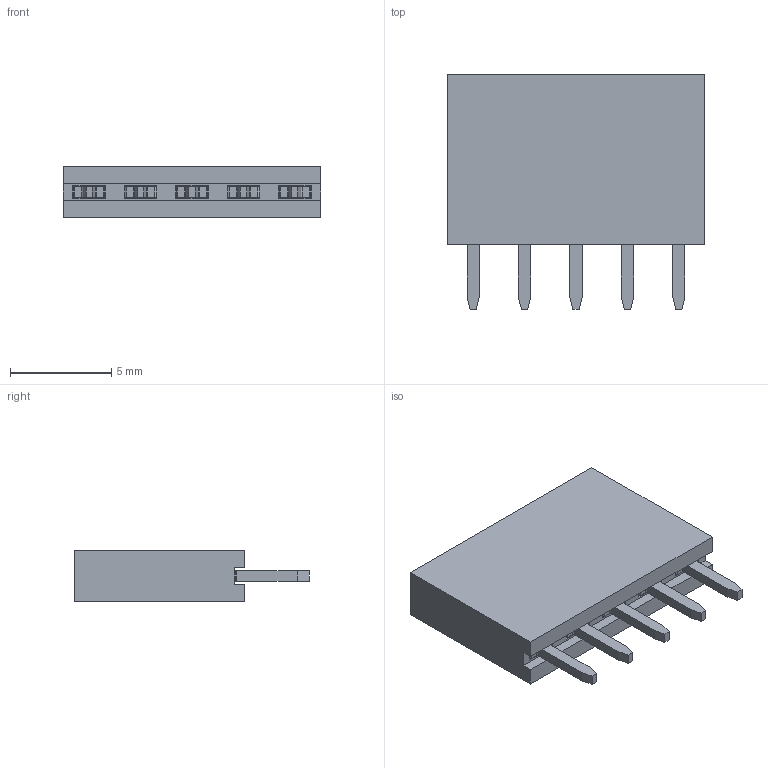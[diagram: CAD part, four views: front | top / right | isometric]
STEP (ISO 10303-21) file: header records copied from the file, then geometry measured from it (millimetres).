
FILE_DESCRIPTION((''),'2;1');
FILE_NAME('PBS-5.stp','2019-11-02T10:45:03',('Shuvalov'),(''),'Autodesk Inventor 2011','Autodesk Inventor 2011','');
FILE_SCHEMA(('CONFIG_CONTROL_DESIGN'));
Length unit declared in the file: millimetre
Products named in the file (1): PBS-5
Bounding box: 12.7 x 11.6 x 2.54 mm (x, y, z)
Volume: 248.8 mm3; surface area: 498.3 mm2
Topology: 6 solids, 6 shells, 160 faces, 394 edges, 256 vertices
Faces by surface type: plane 140, cylinder 20
Entity records: 4760 total; most frequent: CARTESIAN_POINT 811, ORIENTED_EDGE 788, DIRECTION 756, EDGE_CURVE 394, VECTOR 354, LINE 354, VERTEX_POINT 256, AXIS2_PLACEMENT_3D 201
